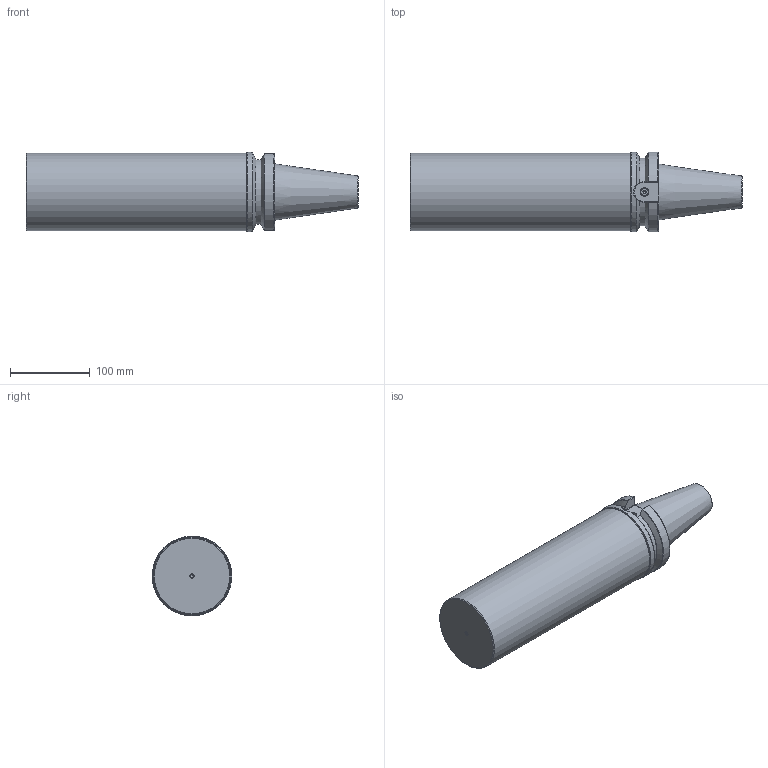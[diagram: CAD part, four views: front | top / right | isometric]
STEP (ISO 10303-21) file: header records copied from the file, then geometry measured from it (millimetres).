
FILE_DESCRIPTION(/* description */ (''),/* implementation_level */ '2;1');
FILE_NAME(/* name */ 'ABT50-BL41-97-315.stp',/* time_stamp */ '2024-12-13T09:27:32+03:00',/* author */ (''),/* organization */ (''),/* preprocessor_version */ 'ST-DEVELOPER v19.4',/* originating_system */ 'SIEMENS PLM Software NX2306.3001',/* authorisation */ '');
FILE_SCHEMA (('AP203_CONFIGURATION_CONTROLLED_3D_DESIGN_OF_MECHANICAL_PARTS_AND_ASSEMBLIES_MIM_LF { 1 0 10303 403 2 1 2}'));
Length unit declared in the file: millimetre
Products named in the file (1): ABT50-BL41-97-315-light
Bounding box: 416.8 x 100 x 100 mm (x, y, z)
Volume: 2540491.7 mm3; surface area: 129119.5 mm2
Topology: 1 solids, 1 shells, 73 faces, 191 edges, 123 vertices
Faces by surface type: plane 23, cylinder 19, torus 15, cone 14, bspline 2
Full cylindrical faces by diameter (mm): 4 x2, 10 x1, 97 x1, 100 x1
Entity records: 2598 total; most frequent: CARTESIAN_POINT 891, ORIENTED_EDGE 334, DIRECTION 320, EDGE_CURVE 167, AXIS2_PLACEMENT_3D 133, VERTEX_POINT 117, EDGE_LOOP 92, ADVANCED_FACE 73
